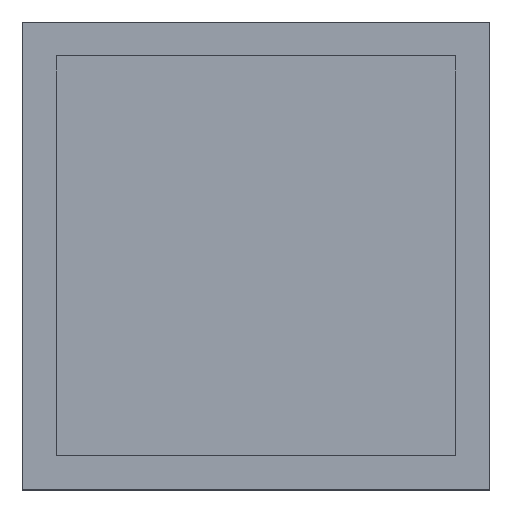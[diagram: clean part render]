
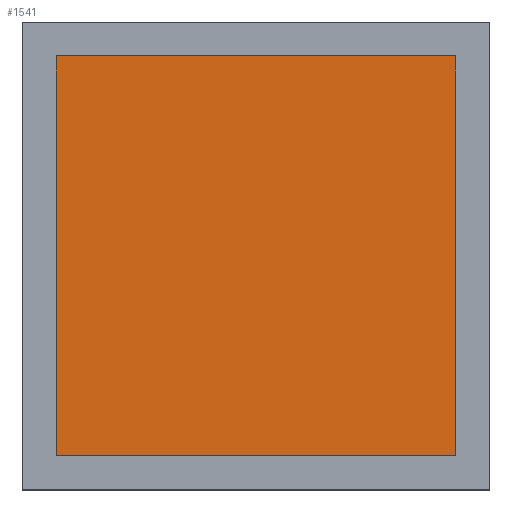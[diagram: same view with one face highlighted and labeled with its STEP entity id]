
A CAD part, top view. The second image highlights one B-rep face of the part: STEP entity #1541.
In plain terms, the highlighted planar face has unit normal (0, 0, 1).
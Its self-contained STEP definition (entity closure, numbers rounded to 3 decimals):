
#7 = ORIENTED_EDGE ( 'NONE', *, *, #220, .T. ) ;
#15 = DIRECTION ( 'NONE',  ( -1., 0., 0. ) ) ;
#95 = VECTOR ( 'NONE', #929, 1000. ) ;
#118 = AXIS2_PLACEMENT_3D ( 'NONE', #148, #1158, #1008 ) ;
#148 = CARTESIAN_POINT ( 'NONE',  ( 0., 0., 0.05 ) ) ;
#152 = CARTESIAN_POINT ( 'NONE',  ( -1.56, -1.56, 0.05 ) ) ;
#166 = ORIENTED_EDGE ( 'NONE', *, *, #894, .T. ) ;
#168 = VERTEX_POINT ( 'NONE', #1500 ) ;
#174 = VERTEX_POINT ( 'NONE', #626 ) ;
#220 = EDGE_CURVE ( 'NONE', #168, #174, #368, .T. ) ;
#231 = EDGE_CURVE ( 'NONE', #269, #943, #631, .T. ) ;
#269 = VERTEX_POINT ( 'NONE', #1364 ) ;
#368 = LINE ( 'NONE', #1507, #833 ) ;
#438 = CARTESIAN_POINT ( 'NONE',  ( -1.56, -1.56, 0.05 ) ) ;
#488 = DIRECTION ( 'NONE',  ( 0., -1., 0. ) ) ;
#491 = VECTOR ( 'NONE', #488, 1000. ) ;
#626 = CARTESIAN_POINT ( 'NONE',  ( 1.56, 1.56, 0.05 ) ) ;
#630 = LINE ( 'NONE', #773, #886 ) ;
#631 = LINE ( 'NONE', #889, #491 ) ;
#773 = CARTESIAN_POINT ( 'NONE',  ( -1.56, 1.56, 0.05 ) ) ;
#833 = VECTOR ( 'NONE', #1378, 1000. ) ;
#886 = VECTOR ( 'NONE', #15, 1000. ) ;
#889 = CARTESIAN_POINT ( 'NONE',  ( -1.56, 1.56, 0.05 ) ) ;
#894 = EDGE_CURVE ( 'NONE', #943, #168, #1041, .T. ) ;
#913 = ORIENTED_EDGE ( 'NONE', *, *, #231, .T. ) ;
#929 = DIRECTION ( 'NONE',  ( 1., 0., 0. ) ) ;
#943 = VERTEX_POINT ( 'NONE', #438 ) ;
#1008 = DIRECTION ( 'NONE',  ( 1., 0., 0. ) ) ;
#1022 = FACE_OUTER_BOUND ( 'NONE', #1523, .T. ) ;
#1036 = PLANE ( 'NONE',  #118 ) ;
#1041 = LINE ( 'NONE', #152, #95 ) ;
#1158 = DIRECTION ( 'NONE',  ( 0., 0., 1. ) ) ;
#1364 = CARTESIAN_POINT ( 'NONE',  ( -1.56, 1.56, 0.05 ) ) ;
#1378 = DIRECTION ( 'NONE',  ( 0., 1., 0. ) ) ;
#1410 = ORIENTED_EDGE ( 'NONE', *, *, #1512, .T. ) ;
#1500 = CARTESIAN_POINT ( 'NONE',  ( 1.56, -1.56, 0.05 ) ) ;
#1507 = CARTESIAN_POINT ( 'NONE',  ( 1.56, 1.56, 0.05 ) ) ;
#1512 = EDGE_CURVE ( 'NONE', #174, #269, #630, .T. ) ;
#1523 = EDGE_LOOP ( 'NONE', ( #913, #166, #7, #1410 ) ) ;
#1541 = ADVANCED_FACE ( 'NONE', ( #1022 ), #1036, .T. ) ;
